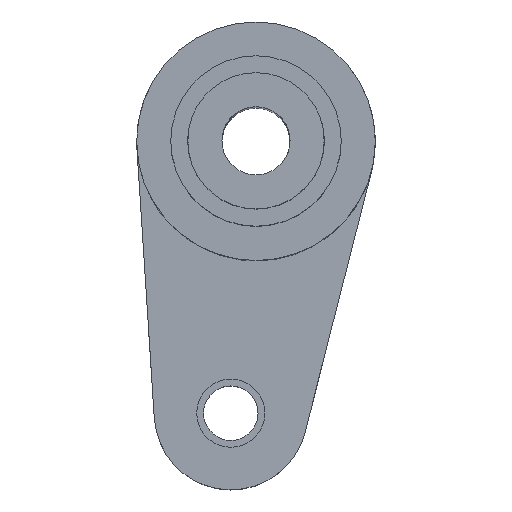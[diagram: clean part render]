
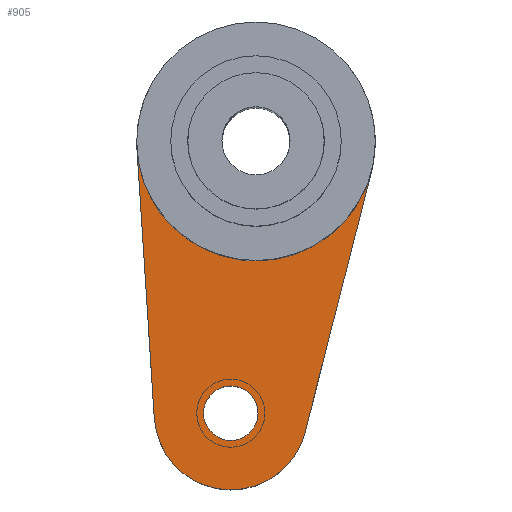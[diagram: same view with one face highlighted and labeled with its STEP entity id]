
A CAD part, top view. The second image highlights one B-rep face of the part: STEP entity #905.
In plain terms, the highlighted planar face has unit normal (0, 0, 1).
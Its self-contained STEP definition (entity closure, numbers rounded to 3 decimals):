
#21=CARTESIAN_POINT('',(0.,0.,-2.2));
#22=DIRECTION('',(0.,0.,1.));
#23=DIRECTION('',(-0.998,-0.064,0.));
#24=AXIS2_PLACEMENT_3D('',#21,#22,#23);
#35=CARTESIAN_POINT('',(0.,0.,-2.2));
#36=DIRECTION('',(0.,0.,1.));
#37=DIRECTION('',(-0.16,-0.987,0.));
#38=AXIS2_PLACEMENT_3D('',#35,#36,#37);
#48=CARTESIAN_POINT('',(-0.739,-7.966,-2.2));
#49=DIRECTION('',(0.,0.,1.));
#50=DIRECTION('',(0.,-1.,0.));
#51=AXIS2_PLACEMENT_3D('',#48,#49,#50);
#53=CARTESIAN_POINT('',(-0.739,-7.966,-2.2));
#54=DIRECTION('',(0.,0.,1.));
#55=DIRECTION('',(0.,1.,0.));
#56=AXIS2_PLACEMENT_3D('',#53,#54,#55);
#58=DIRECTION('',(-0.703,0.711,0.));
#59=VECTOR('',#58,4.123);
#60=CARTESIAN_POINT('',(-0.56,-3.455,-2.2));
#61=LINE('',#60,#59);
#62=DIRECTION('',(-0.247,-0.969,0.));
#63=VECTOR('',#62,7.902);
#64=CARTESIAN_POINT('',(3.392,-0.864,-2.2));
#65=LINE('',#64,#63);
#66=CARTESIAN_POINT('',(-0.739,-7.966,-2.2));
#67=DIRECTION('',(0.,0.,-1.));
#68=DIRECTION('',(0.969,-0.247,0.));
#69=AXIS2_PLACEMENT_3D('',#66,#67,#68);
#71=DIRECTION('',(-0.064,0.998,0.));
#72=VECTOR('',#71,7.902);
#73=CARTESIAN_POINT('',(-2.984,-8.111,-2.2));
#74=LINE('',#73,#72);
#686=CARTESIAN_POINT('',(0.,0.,-2.2));
#687=DIRECTION('',(0.,0.,1.));
#688=DIRECTION('',(0.,-1.,0.));
#689=AXIS2_PLACEMENT_3D('',#686,#687,#688);
#746=CARTESIAN_POINT('',(0.,-3.5,-2.2));
#747=CARTESIAN_POINT('',(3.392,-0.864,-2.2));
#748=VERTEX_POINT('',#746);
#749=VERTEX_POINT('',#747);
#758=CARTESIAN_POINT('',(1.441,-8.521,-2.2));
#759=CARTESIAN_POINT('',(-2.984,-8.111,-2.2));
#760=VERTEX_POINT('',#758);
#761=VERTEX_POINT('',#759);
#762=CARTESIAN_POINT('',(-3.493,-0.225,-2.2));
#763=VERTEX_POINT('',#762);
#768=CARTESIAN_POINT('',(-0.739,-8.766,-2.2));
#769=CARTESIAN_POINT('',(-0.739,-7.166,-2.2));
#770=VERTEX_POINT('',#768);
#771=VERTEX_POINT('',#769);
#776=CARTESIAN_POINT('',(-3.461,-0.524,-2.2));
#777=VERTEX_POINT('',#776);
#778=CARTESIAN_POINT('',(-0.56,-3.455,-2.2));
#779=VERTEX_POINT('',#778);
#881=CARTESIAN_POINT('',(0.,0.,-2.2));
#882=DIRECTION('',(0.,0.,-1.));
#883=DIRECTION('',(0.,-1.,0.));
#884=AXIS2_PLACEMENT_3D('',#881,#882,#883);
#885=PLANE('',#884);
#886=ORIENTED_EDGE('',*,*,#839,.T.);
#887=ORIENTED_EDGE('',*,*,#876,.F.);
#888=ORIENTED_EDGE('',*,*,#850,.T.);
#890=ORIENTED_EDGE('',*,*,#889,.T.);
#892=ORIENTED_EDGE('',*,*,#891,.T.);
#894=ORIENTED_EDGE('',*,*,#893,.T.);
#896=ORIENTED_EDGE('',*,*,#895,.T.);
#897=EDGE_LOOP('',(#886,#887,#888,#890,#892,#894,#896));
#898=FACE_OUTER_BOUND('',#897,.F.);
#900=ORIENTED_EDGE('',*,*,#899,.T.);
#902=ORIENTED_EDGE('',*,*,#901,.T.);
#903=EDGE_LOOP('',(#900,#902));
#904=FACE_BOUND('',#903,.F.);
#905=ADVANCED_FACE('',(#898,#904),#885,.F.);
#25=CIRCLE('',#24,3.5);
#39=CIRCLE('',#38,3.5);
#52=CIRCLE('',#51,0.8);
#57=CIRCLE('',#56,0.8);
#70=CIRCLE('',#69,2.25);
#690=CIRCLE('',#689,3.5);
#839=EDGE_CURVE('',#763,#777,#25,.T.);
#850=EDGE_CURVE('',#779,#748,#39,.T.);
#876=EDGE_CURVE('',#779,#777,#61,.T.);
#889=EDGE_CURVE('',#748,#749,#690,.T.);
#891=EDGE_CURVE('',#749,#760,#65,.T.);
#893=EDGE_CURVE('',#760,#761,#70,.T.);
#895=EDGE_CURVE('',#761,#763,#74,.T.);
#899=EDGE_CURVE('',#770,#771,#52,.T.);
#901=EDGE_CURVE('',#771,#770,#57,.T.);
